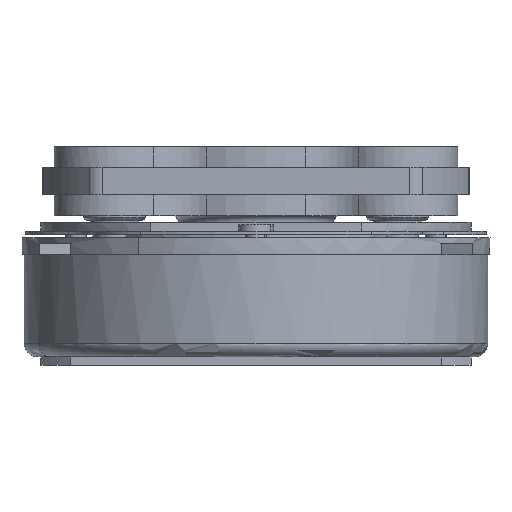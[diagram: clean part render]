
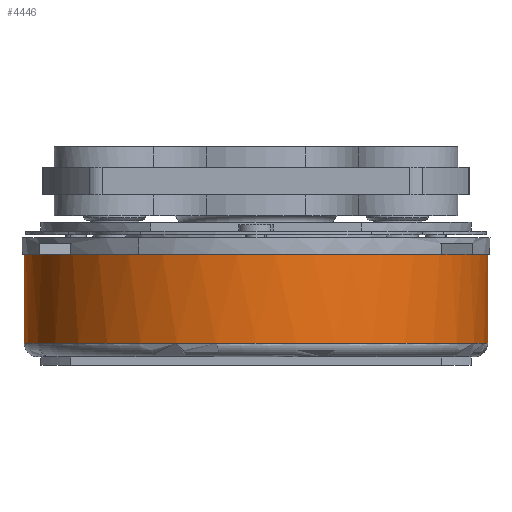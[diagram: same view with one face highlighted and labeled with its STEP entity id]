
A CAD part, front view. The second image highlights one B-rep face of the part: STEP entity #4446.
In plain terms, the highlighted cylindrical face has radius 67.35 mm (diameter 134.7 mm), a partial arc.
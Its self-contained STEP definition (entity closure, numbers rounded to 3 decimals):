
#550 = CARTESIAN_POINT ( 'NONE',  ( -67.35, 0., 32.2 ) ) ;
#571 = CIRCLE ( 'NONE', #579, 67.35 ) ;
#573 = DIRECTION ( 'NONE',  ( 0., 0., -1. ) ) ;
#577 = DIRECTION ( 'NONE',  ( -1., 0., 0. ) ) ;
#578 = CARTESIAN_POINT ( 'NONE',  ( 0., 0., 6.4 ) ) ;
#579 = AXIS2_PLACEMENT_3D ( 'NONE', #578, #573, #577 ) ;
#663 = CARTESIAN_POINT ( 'NONE',  ( 0., 0., 32.2 ) ) ;
#669 = AXIS2_PLACEMENT_3D ( 'NONE', #663, #678, #674 ) ;
#671 = CIRCLE ( 'NONE', #669, 67.35 ) ;
#674 = DIRECTION ( 'NONE',  ( 1., 0., 0. ) ) ;
#678 = DIRECTION ( 'NONE',  ( 0., 0., 1. ) ) ;
#680 = CARTESIAN_POINT ( 'NONE',  ( 0., 0., 2.4 ) ) ;
#681 = DIRECTION ( 'NONE',  ( 0., 0., -1. ) ) ;
#691 = FACE_OUTER_BOUND ( 'NONE', #4445, .T. ) ;
#692 = CARTESIAN_POINT ( 'NONE',  ( -62.304, -25.579, 32.2 ) ) ;
#696 = AXIS2_PLACEMENT_3D ( 'NONE', #680, #681, #700 ) ;
#699 = CARTESIAN_POINT ( 'NONE',  ( -53.304, -41.167, 32.2 ) ) ;
#700 = DIRECTION ( 'NONE',  ( -1., 0., 0. ) ) ;
#701 = CYLINDRICAL_SURFACE ( 'NONE', #696, 67.35 ) ;
#704 = DIRECTION ( 'NONE',  ( 1., 0., 0. ) ) ;
#705 = DIRECTION ( 'NONE',  ( 0., 0., 1. ) ) ;
#706 = AXIS2_PLACEMENT_3D ( 'NONE', #708, #705, #704 ) ;
#707 = DIRECTION ( 'NONE',  ( 1., 0., 0. ) ) ;
#708 = CARTESIAN_POINT ( 'NONE',  ( 0., 0., 32.2 ) ) ;
#709 = CIRCLE ( 'NONE', #706, 67.35 ) ;
#713 = AXIS2_PLACEMENT_3D ( 'NONE', #717, #714, #707 ) ;
#714 = DIRECTION ( 'NONE',  ( 0., 0., 1. ) ) ;
#715 = CIRCLE ( 'NONE', #713, 67.35 ) ;
#716 = CARTESIAN_POINT ( 'NONE',  ( 62.304, -25.579, 32.2 ) ) ;
#717 = CARTESIAN_POINT ( 'NONE',  ( 0., 0., 32.2 ) ) ;
#777 = CARTESIAN_POINT ( 'NONE',  ( 53.304, -41.167, 32.2 ) ) ;
#782 = CARTESIAN_POINT ( 'NONE',  ( 0., 0., 32.2 ) ) ;
#783 = AXIS2_PLACEMENT_3D ( 'NONE', #782, #787, #786 ) ;
#784 = CIRCLE ( 'NONE', #783, 67.35 ) ;
#786 = DIRECTION ( 'NONE',  ( 1., 0., 0. ) ) ;
#787 = DIRECTION ( 'NONE',  ( 0., 0., 1. ) ) ;
#816 = DIRECTION ( 'NONE',  ( 1., 0., 0. ) ) ;
#817 = DIRECTION ( 'NONE',  ( 0., 0., 1. ) ) ;
#818 = CARTESIAN_POINT ( 'NONE',  ( 0., 0., 32.2 ) ) ;
#819 = AXIS2_PLACEMENT_3D ( 'NONE', #818, #817, #816 ) ;
#827 = CIRCLE ( 'NONE', #819, 67.35 ) ;
#2224 = VERTEX_POINT ( 'NONE', #2250 ) ;
#2235 = VERTEX_POINT ( 'NONE', #2265 ) ;
#2250 = CARTESIAN_POINT ( 'NONE',  ( -67.35, 0., 6.4 ) ) ;
#2265 = CARTESIAN_POINT ( 'NONE',  ( 67.35, 0., 6.4 ) ) ;
#2354 = VERTEX_POINT ( 'NONE', #550 ) ;
#2368 = EDGE_CURVE ( 'NONE', #2399, #2235, #7662, .T. ) ;
#2399 = VERTEX_POINT ( 'NONE', #7673 ) ;
#2419 = EDGE_CURVE ( 'NONE', #2354, #2224, #7668, .T. ) ;
#4422 = EDGE_CURVE ( 'NONE', #4468, #4454, #671, .T. ) ;
#4445 = EDGE_LOOP ( 'NONE', ( #4526, #4477, #4518, #4596, #4582, #4570, #4546, #4599 ) ) ;
#4446 = ADVANCED_FACE ( 'NONE', ( #691 ), #701, .T. ) ;
#4454 = VERTEX_POINT ( 'NONE', #699 ) ;
#4468 = VERTEX_POINT ( 'NONE', #692 ) ;
#4477 = ORIENTED_EDGE ( 'NONE', *, *, #4478, .F. ) ;
#4478 = EDGE_CURVE ( 'NONE', #4521, #2399, #715, .T. ) ;
#4518 = ORIENTED_EDGE ( 'NONE', *, *, #4520, .F. ) ;
#4520 = EDGE_CURVE ( 'NONE', #4595, #4521, #709, .T. ) ;
#4521 = VERTEX_POINT ( 'NONE', #716 ) ;
#4526 = ORIENTED_EDGE ( 'NONE', *, *, #2368, .F. ) ;
#4546 = ORIENTED_EDGE ( 'NONE', *, *, #2419, .T. ) ;
#4570 = ORIENTED_EDGE ( 'NONE', *, *, #4634, .F. ) ;
#4582 = ORIENTED_EDGE ( 'NONE', *, *, #4422, .F. ) ;
#4584 = EDGE_CURVE ( 'NONE', #4454, #4595, #784, .T. ) ;
#4595 = VERTEX_POINT ( 'NONE', #777 ) ;
#4596 = ORIENTED_EDGE ( 'NONE', *, *, #4584, .F. ) ;
#4599 = ORIENTED_EDGE ( 'NONE', *, *, #4600, .F. ) ;
#4600 = EDGE_CURVE ( 'NONE', #2235, #2224, #571, .T. ) ;
#4634 = EDGE_CURVE ( 'NONE', #2354, #4468, #827, .T. ) ;
#7661 = CARTESIAN_POINT ( 'NONE',  ( 67.35, 0., 2.4 ) ) ;
#7662 = LINE ( 'NONE', #7661, #7679 ) ;
#7665 = DIRECTION ( 'NONE',  ( 0., 0., -1. ) ) ;
#7666 = VECTOR ( 'NONE', #7665, 1000. ) ;
#7667 = CARTESIAN_POINT ( 'NONE',  ( -67.35, 0., 2.4 ) ) ;
#7668 = LINE ( 'NONE', #7667, #7666 ) ;
#7673 = CARTESIAN_POINT ( 'NONE',  ( 67.35, 0., 32.2 ) ) ;
#7678 = DIRECTION ( 'NONE',  ( 0., 0., -1. ) ) ;
#7679 = VECTOR ( 'NONE', #7678, 1000. ) ;
